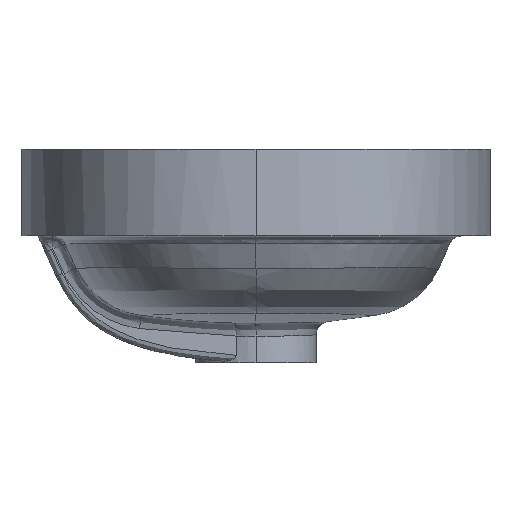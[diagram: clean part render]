
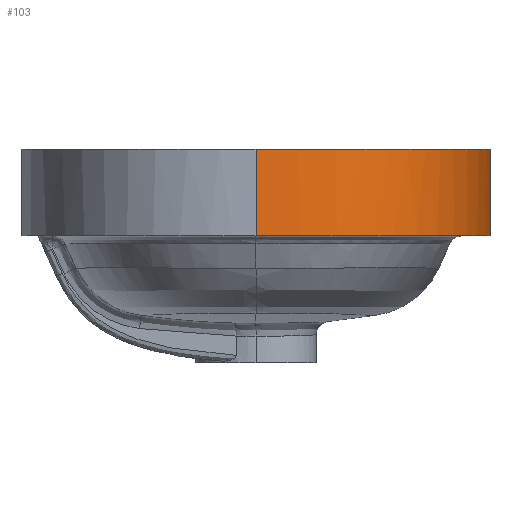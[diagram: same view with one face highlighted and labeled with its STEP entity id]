
A CAD part, left-side view. The second image highlights one B-rep face of the part: STEP entity #103.
In plain terms, the highlighted free-form (B-spline) face has degree [1, 3] with [2, 8] control points.
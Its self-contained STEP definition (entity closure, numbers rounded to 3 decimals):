
#27=B_SPLINE_SURFACE_WITH_KNOTS('',1,3,((#3024,#3025,#3026,#3027,#3028,
#3029,#3030,#3031),(#3032,#3033,#3034,#3035,#3036,#3037,#3038,#3039)),
 .UNSPECIFIED.,.F.,.F.,.F.,(2,2),(4,1,1,1,1,4),(0.,66.489),(0.,
89.662,179.323,268.985,313.816,358.647),
 .UNSPECIFIED.);
#103=ADVANCED_FACE('',(#207),#27,.T.);
#207=FACE_OUTER_BOUND('',#315,.T.);
#315=EDGE_LOOP('',(#567,#568,#569,#570));
#567=ORIENTED_EDGE('',*,*,#884,.F.);
#568=ORIENTED_EDGE('',*,*,#967,.F.);
#569=ORIENTED_EDGE('',*,*,#954,.T.);
#570=ORIENTED_EDGE('',*,*,#968,.F.);
#884=EDGE_CURVE('',#1356,#1358,#1114,.T.);
#954=EDGE_CURVE('',#1427,#1428,#1178,.T.);
#967=EDGE_CURVE('',#1427,#1356,#1191,.T.);
#968=EDGE_CURVE('',#1358,#1428,#1192,.T.);
#1114=B_SPLINE_CURVE_WITH_KNOTS('',3,(#8453,#8454,#8455,#8456,#8457,#8458,
#8459,#8460,#8461,#8462),.UNSPECIFIED.,.F.,.F.,(4,1,1,1,1,1,1,4),(-348.925,
-305.31,-261.694,-218.078,-174.463,
-130.847,-87.231,0.),.UNSPECIFIED.);
#1178=B_SPLINE_CURVE_WITH_KNOTS('',3,(#9088,#9089,#9090,#9091,#9092,#9093,
#9094,#9095,#9096,#9097,#9098,#9099,#9100,#9101,#9102,#9103,#9104,#9105,
#9106,#9107),.UNSPECIFIED.,.F.,.F.,(4,1,1,1,1,1,1,1,1,1,1,1,1,1,1,1,1,4),
(0.,20.444,40.889,61.333,81.778,
102.222,122.667,143.111,163.555,184.,
204.444,224.889,245.333,265.778,286.222,
306.667,327.111,347.555),.UNSPECIFIED.);
#1191=B_SPLINE_CURVE_WITH_KNOTS('',1,(#9316,#9317),.UNSPECIFIED.,.F.,.F.,
(2,2),(0.,65.),.UNSPECIFIED.);
#1192=B_SPLINE_CURVE_WITH_KNOTS('',1,(#9318,#9319),.UNSPECIFIED.,.F.,.F.,
(2,2),(-65.,0.),.UNSPECIFIED.);
#1356=VERTEX_POINT('',#8291);
#1358=VERTEX_POINT('',#8293);
#1427=VERTEX_POINT('',#8362);
#1428=VERTEX_POINT('',#8363);
#3024=CARTESIAN_POINT('',(3.471,-174.992,-0.744));
#3025=CARTESIAN_POINT('',(-32.7,-175.166,-0.744));
#3026=CARTESIAN_POINT('',(-99.665,-170.138,-0.744));
#3027=CARTESIAN_POINT('',(-180.272,-142.755,-0.744));
#3028=CARTESIAN_POINT('',(-226.518,-99.01,-0.744));
#3029=CARTESIAN_POINT('',(-246.754,-47.254,-0.744));
#3030=CARTESIAN_POINT('',(-250.233,-14.736,-0.744));
#3031=CARTESIAN_POINT('',(-249.975,3.52,-0.744));
#3032=CARTESIAN_POINT('',(3.471,-174.992,65.744));
#3033=CARTESIAN_POINT('',(-32.7,-175.166,65.744));
#3034=CARTESIAN_POINT('',(-99.665,-170.138,65.744));
#3035=CARTESIAN_POINT('',(-180.272,-142.755,65.744));
#3036=CARTESIAN_POINT('',(-226.518,-99.01,65.744));
#3037=CARTESIAN_POINT('',(-246.754,-47.254,65.744));
#3038=CARTESIAN_POINT('',(-250.233,-14.736,65.744));
#3039=CARTESIAN_POINT('',(-249.975,3.52,65.744));
#8291=CARTESIAN_POINT('',(-250.,0.,65.));
#8293=CARTESIAN_POINT('',(0.,-175.,65.));
#8362=CARTESIAN_POINT('',(-250.,0.,0.));
#8363=CARTESIAN_POINT('',(0.,-175.,0.));
#8453=CARTESIAN_POINT('',(-250.,0.,65.));
#8454=CARTESIAN_POINT('',(-250.,-17.708,65.));
#8455=CARTESIAN_POINT('',(-246.178,-49.303,65.));
#8456=CARTESIAN_POINT('',(-230.898,-87.148,65.));
#8457=CARTESIAN_POINT('',(-207.502,-116.877,65.));
#8458=CARTESIAN_POINT('',(-177.098,-139.598,65.));
#8459=CARTESIAN_POINT('',(-140.564,-156.189,65.));
#8460=CARTESIAN_POINT('',(-84.618,-171.076,65.));
#8461=CARTESIAN_POINT('',(-35.417,-175.,65.));
#8462=CARTESIAN_POINT('',(0.,-175.,65.));
#9088=CARTESIAN_POINT('',(-250.,0.,0.));
#9089=CARTESIAN_POINT('',(-250.,-8.232,0.));
#9090=CARTESIAN_POINT('',(-249.178,-24.314,0.));
#9091=CARTESIAN_POINT('',(-245.187,-47.536,0.));
#9092=CARTESIAN_POINT('',(-238.257,-69.113,0.));
#9093=CARTESIAN_POINT('',(-228.887,-87.932,0.));
#9094=CARTESIAN_POINT('',(-217.363,-104.415,0.));
#9095=CARTESIAN_POINT('',(-202.946,-119.652,0.));
#9096=CARTESIAN_POINT('',(-184.941,-133.671,0.));
#9097=CARTESIAN_POINT('',(-164.21,-145.522,0.));
#9098=CARTESIAN_POINT('',(-141.883,-154.887,0.));
#9099=CARTESIAN_POINT('',(-120.5,-161.501,0.));
#9100=CARTESIAN_POINT('',(-101.669,-165.926,0.));
#9101=CARTESIAN_POINT('',(-84.366,-169.065,0.));
#9102=CARTESIAN_POINT('',(-67.825,-171.354,0.));
#9103=CARTESIAN_POINT('',(-51.015,-173.059,0.));
#9104=CARTESIAN_POINT('',(-33.972,-174.217,0.));
#9105=CARTESIAN_POINT('',(-16.89,-174.868,0.));
#9106=CARTESIAN_POINT('',(-5.618,-175.,0.));
#9107=CARTESIAN_POINT('',(0.,-175.,0.));
#9316=CARTESIAN_POINT('',(-250.,0.,0.));
#9317=CARTESIAN_POINT('',(-250.,0.,65.));
#9318=CARTESIAN_POINT('',(0.,-175.,65.));
#9319=CARTESIAN_POINT('',(0.,-175.,0.));
